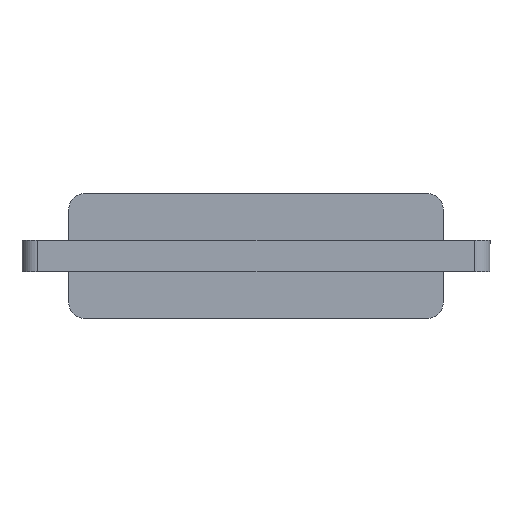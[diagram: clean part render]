
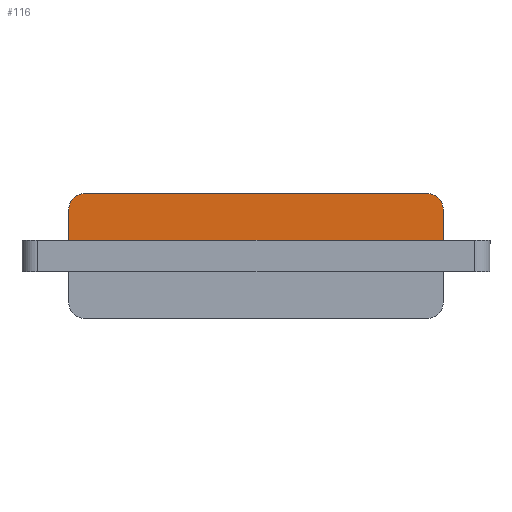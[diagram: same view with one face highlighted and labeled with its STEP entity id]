
A CAD part, front view. The second image highlights one B-rep face of the part: STEP entity #116.
In plain terms, the highlighted planar face has unit normal (0, -1, 0).
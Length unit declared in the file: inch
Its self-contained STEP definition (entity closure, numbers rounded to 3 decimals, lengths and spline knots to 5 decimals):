
#12 = CARTESIAN_POINT ( 'NONE',  ( 0.44909, 3.36877, 0.35827 ) ) ;
#88 = DIRECTION ( 'NONE',  ( 0., 1., 0. ) ) ;
#116 = ADVANCED_FACE ( 'NONE', ( #464 ), #1503, .T. ) ;
#128 = EDGE_CURVE ( 'NONE', #3035, #2298, #2034, .T. ) ;
#140 = CARTESIAN_POINT ( 'NONE',  ( 0.92153, 3.36877, 0.20079 ) ) ;
#151 = LINE ( 'NONE', #140, #2054 ) ;
#228 = DIRECTION ( 'NONE',  ( 0., 1., 0. ) ) ;
#255 = DIRECTION ( 'NONE',  ( 1., 0., 0. ) ) ;
#446 = EDGE_CURVE ( 'NONE', #1863, #2547, #1874, .T. ) ;
#464 = FACE_OUTER_BOUND ( 'NONE', #1451, .T. ) ;
#501 = CARTESIAN_POINT ( 'NONE',  ( 0.88216, 3.36877, 0.47638 ) ) ;
#505 = ORIENTED_EDGE ( 'NONE', *, *, #128, .T. ) ;
#533 = DIRECTION ( 'NONE',  ( 1., 0., 0. ) ) ;
#561 = CARTESIAN_POINT ( 'NONE',  ( 0.01602, 3.36877, 0.47638 ) ) ;
#584 = CARTESIAN_POINT ( 'NONE',  ( -0.02335, 3.36877, 0.39764 ) ) ;
#673 = VECTOR ( 'NONE', #533, 39.37008 ) ;
#753 = ORIENTED_EDGE ( 'NONE', *, *, #2390, .F. ) ;
#774 = EDGE_CURVE ( 'NONE', #908, #1863, #3116, .T. ) ;
#802 = AXIS2_PLACEMENT_3D ( 'NONE', #501, #228, #1237 ) ;
#908 = VERTEX_POINT ( 'NONE', #1455 ) ;
#1118 = CIRCLE ( 'NONE', #802, 0.03937 ) ;
#1148 = DIRECTION ( 'NONE',  ( 0., 0., -1. ) ) ;
#1237 = DIRECTION ( 'NONE',  ( -1., 0., 0. ) ) ;
#1347 = ORIENTED_EDGE ( 'NONE', *, *, #1873, .F. ) ;
#1411 = VERTEX_POINT ( 'NONE', #2519 ) ;
#1427 = ORIENTED_EDGE ( 'NONE', *, *, #446, .F. ) ;
#1451 = EDGE_LOOP ( 'NONE', ( #753, #505, #1347, #2653, #1427, #2781 ) ) ;
#1455 = CARTESIAN_POINT ( 'NONE',  ( -0.02335, 3.36877, 0.47638 ) ) ;
#1486 = VECTOR ( 'NONE', #2906, 39.37008 ) ;
#1503 = PLANE ( 'NONE',  #2690 ) ;
#1748 = EDGE_CURVE ( 'NONE', #2547, #1411, #1118, .T. ) ;
#1863 = VERTEX_POINT ( 'NONE', #2410 ) ;
#1873 = EDGE_CURVE ( 'NONE', #1411, #2298, #151, .T. ) ;
#1874 = LINE ( 'NONE', #2181, #1486 ) ;
#1967 = AXIS2_PLACEMENT_3D ( 'NONE', #561, #88, #3000 ) ;
#2034 = LINE ( 'NONE', #2756, #673 ) ;
#2054 = VECTOR ( 'NONE', #1148, 39.37008 ) ;
#2139 = CARTESIAN_POINT ( 'NONE',  ( -0.02335, 3.36877, 0.51575 ) ) ;
#2177 = CARTESIAN_POINT ( 'NONE',  ( 0.92153, 3.36877, 0.39764 ) ) ;
#2181 = CARTESIAN_POINT ( 'NONE',  ( 0.92153, 3.36877, 0.51575 ) ) ;
#2298 = VERTEX_POINT ( 'NONE', #2177 ) ;
#2372 = VECTOR ( 'NONE', #2654, 39.37008 ) ;
#2382 = CARTESIAN_POINT ( 'NONE',  ( 0.88216, 3.36877, 0.51575 ) ) ;
#2390 = EDGE_CURVE ( 'NONE', #3035, #908, #2409, .T. ) ;
#2409 = LINE ( 'NONE', #2139, #2372 ) ;
#2410 = CARTESIAN_POINT ( 'NONE',  ( 0.01602, 3.36877, 0.51575 ) ) ;
#2498 = DIRECTION ( 'NONE',  ( 0., -1., 0. ) ) ;
#2519 = CARTESIAN_POINT ( 'NONE',  ( 0.92153, 3.36877, 0.47638 ) ) ;
#2547 = VERTEX_POINT ( 'NONE', #2382 ) ;
#2653 = ORIENTED_EDGE ( 'NONE', *, *, #1748, .F. ) ;
#2654 = DIRECTION ( 'NONE',  ( 0., 0., 1. ) ) ;
#2690 = AXIS2_PLACEMENT_3D ( 'NONE', #12, #2498, #255 ) ;
#2756 = CARTESIAN_POINT ( 'NONE',  ( 0.68531, 3.36877, 0.39764 ) ) ;
#2781 = ORIENTED_EDGE ( 'NONE', *, *, #774, .F. ) ;
#2906 = DIRECTION ( 'NONE',  ( 1., 0., 0. ) ) ;
#3000 = DIRECTION ( 'NONE',  ( -1., 0., 0. ) ) ;
#3035 = VERTEX_POINT ( 'NONE', #584 ) ;
#3116 = CIRCLE ( 'NONE', #1967, 0.03937 ) ;
